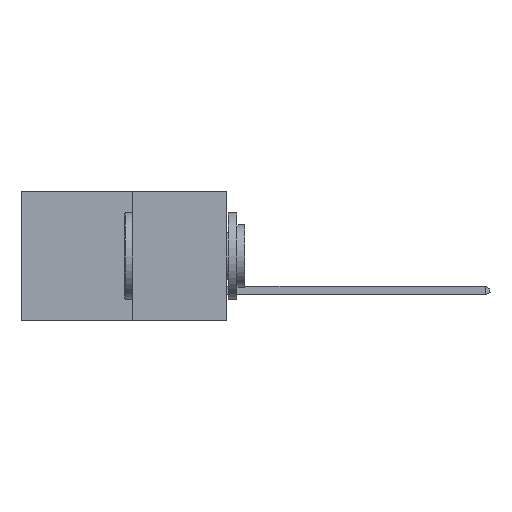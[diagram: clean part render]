
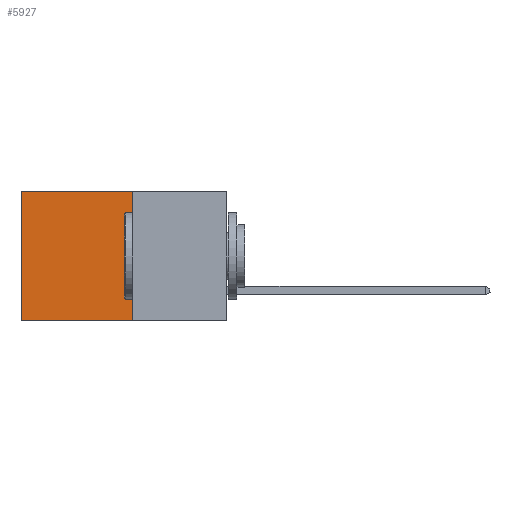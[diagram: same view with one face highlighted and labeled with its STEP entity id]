
A CAD part, left-side view. The second image highlights one B-rep face of the part: STEP entity #5927.
In plain terms, the highlighted planar face has unit normal (-1, 0, 0).
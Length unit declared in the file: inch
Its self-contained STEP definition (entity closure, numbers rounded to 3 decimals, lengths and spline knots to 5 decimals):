
#23 = ORIENTED_EDGE ( 'NONE', *, *, #8399, .F. ) ;
#75 = VERTEX_POINT ( 'NONE', #1927 ) ;
#252 = ORIENTED_EDGE ( 'NONE', *, *, #3553, .F. ) ;
#770 = ORIENTED_EDGE ( 'NONE', *, *, #4496, .T. ) ;
#832 = CARTESIAN_POINT ( 'NONE',  ( 0.277, 0.59, -0.37 ) ) ;
#1392 = DIRECTION ( 'NONE',  ( 0., 0., -1. ) ) ;
#1792 = DIRECTION ( 'NONE',  ( 0., 1., 0. ) ) ;
#1927 = CARTESIAN_POINT ( 'NONE',  ( 0.277, 0.27, 0. ) ) ;
#2287 = CARTESIAN_POINT ( 'NONE',  ( 0.277, 0.59, -0.37 ) ) ;
#2587 = VERTEX_POINT ( 'NONE', #8983 ) ;
#3516 = CARTESIAN_POINT ( 'NONE',  ( 0.277, 0.27, 0. ) ) ;
#3553 = EDGE_CURVE ( 'NONE', #75, #2587, #8999, .T. ) ;
#4331 = EDGE_LOOP ( 'NONE', ( #8044, #23, #252, #770 ) ) ;
#4496 = EDGE_CURVE ( 'NONE', #75, #14612, #8185, .T. ) ;
#4984 = DIRECTION ( 'NONE',  ( 0., 1., 0. ) ) ;
#5927 = ADVANCED_FACE ( 'NONE', ( #14962 ), #6778, .F. ) ;
#6604 = DIRECTION ( 'NONE',  ( 0., 0., -1. ) ) ;
#6640 = DIRECTION ( 'NONE',  ( 1., 0., 0. ) ) ;
#6669 = CARTESIAN_POINT ( 'NONE',  ( 0.277, 0.27, -0.37 ) ) ;
#6778 = PLANE ( 'NONE',  #10039 ) ;
#7567 = VECTOR ( 'NONE', #12454, 39.37008 ) ;
#7652 = VERTEX_POINT ( 'NONE', #832 ) ;
#8044 = ORIENTED_EDGE ( 'NONE', *, *, #10598, .T. ) ;
#8185 = LINE ( 'NONE', #3516, #11560 ) ;
#8399 = EDGE_CURVE ( 'NONE', #2587, #7652, #15074, .T. ) ;
#8604 = VECTOR ( 'NONE', #1392, 39.37008 ) ;
#8743 = LINE ( 'NONE', #2287, #7567 ) ;
#8983 = CARTESIAN_POINT ( 'NONE',  ( 0.277, 0.27, -0.37 ) ) ;
#8999 = LINE ( 'NONE', #10890, #8604 ) ;
#10039 = AXIS2_PLACEMENT_3D ( 'NONE', #6669, #6640, #6604 ) ;
#10598 = EDGE_CURVE ( 'NONE', #14612, #7652, #8743, .T. ) ;
#10890 = CARTESIAN_POINT ( 'NONE',  ( 0.277, 0.27, -0.37 ) ) ;
#11560 = VECTOR ( 'NONE', #1792, 39.37008 ) ;
#11798 = VECTOR ( 'NONE', #4984, 39.37008 ) ;
#12454 = DIRECTION ( 'NONE',  ( 0., 0., -1. ) ) ;
#13861 = CARTESIAN_POINT ( 'NONE',  ( 0.277, 0.27, -0.37 ) ) ;
#14612 = VERTEX_POINT ( 'NONE', #15414 ) ;
#14962 = FACE_OUTER_BOUND ( 'NONE', #4331, .T. ) ;
#15074 = LINE ( 'NONE', #13861, #11798 ) ;
#15414 = CARTESIAN_POINT ( 'NONE',  ( 0.277, 0.59, 0. ) ) ;
